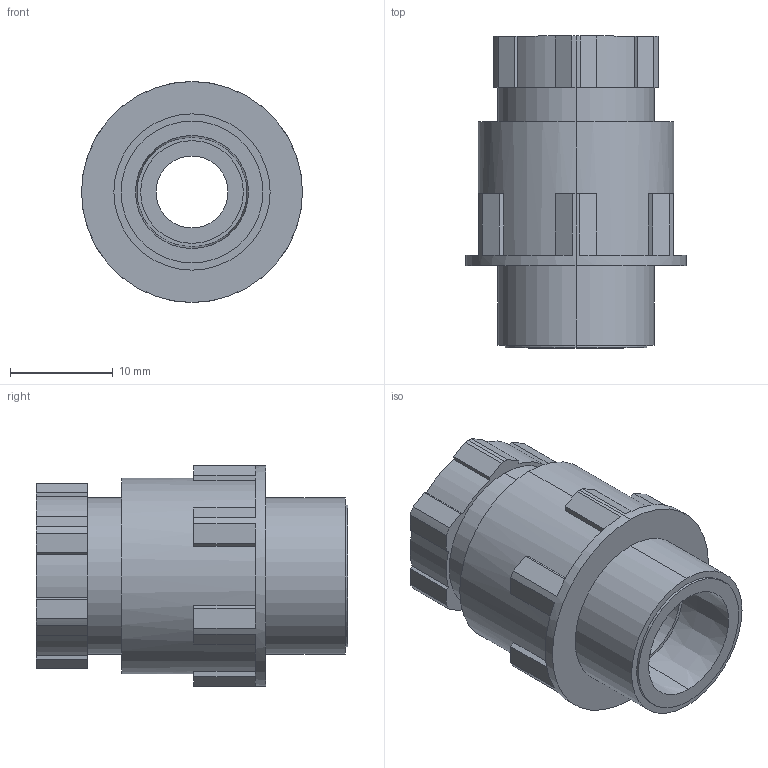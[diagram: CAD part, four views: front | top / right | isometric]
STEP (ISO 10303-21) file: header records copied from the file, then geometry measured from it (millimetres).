
FILE_DESCRIPTION (( 'STEP AP214' ), '1' );
FILE_NAME ('2036096.STP', '2020-07-20T07:47:43', ( '' ), ( '' ), 'SwSTEP 2.0', 'SolidWorks 2018', '' );
FILE_SCHEMA (( 'AUTOMOTIVE_DESIGN' ));
Length unit declared in the file: millimetre
Products named in the file (5): 022659_Pg09 Di7 30700019; 2036096; EV730_EV730-09; EV169-09-01_Standard; EV510-09_Standard
Assembly tree (4 placements, depth 2):
  2036096
    EV169-09-01_Standard
    EV510-09_Standard
    EV730_EV730-09
    022659_Pg09 Di7 30700019
Bounding box: 21.5 x 30.34 x 21.5 mm (x, y, z)
Volume: 5028.8 mm3; surface area: 4828.7 mm2
Topology: 4 solids, 4 shells, 113 faces, 299 edges, 198 vertices
Faces by surface type: plane 72, cylinder 35, cone 6
Entity records: 3737 total; most frequent: DIRECTION 641, CARTESIAN_POINT 617, ORIENTED_EDGE 598, EDGE_CURVE 299, AXIS2_PLACEMENT_3D 222, VERTEX_POINT 198, VECTOR 197, LINE 197
